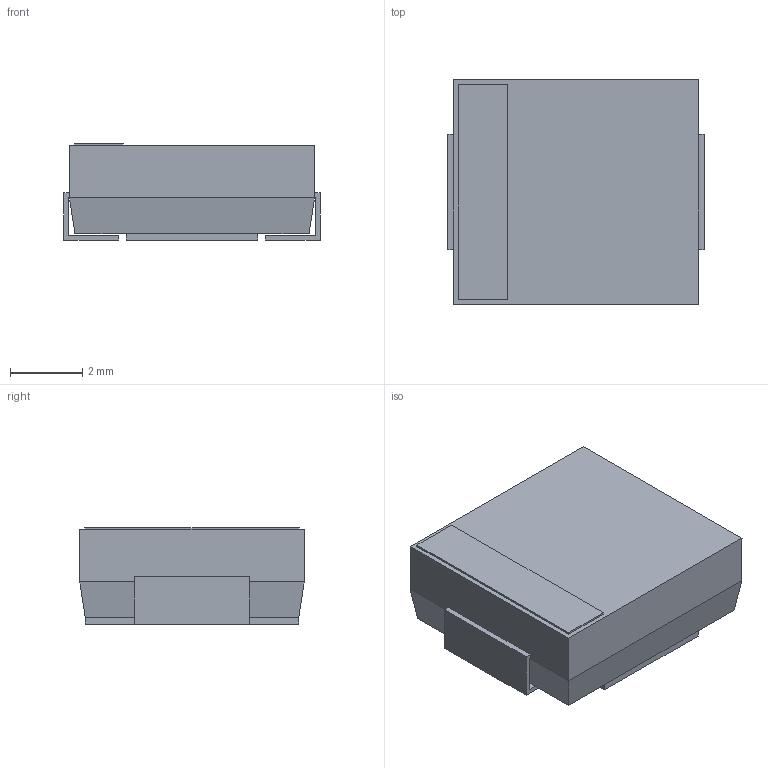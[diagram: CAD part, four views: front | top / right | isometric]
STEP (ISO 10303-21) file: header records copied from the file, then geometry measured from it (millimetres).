
FILE_DESCRIPTION (( 'STEP AP214' ), '1' );
FILE_NAME ('VS-3ECH01HM39AT.STEP', '2022-12-03T21:59:10', ( '' ), ( '' ), 'SwSTEP 2.0', 'SolidWorks 2022', '' );
FILE_SCHEMA (( 'AUTOMOTIVE_DESIGN' ));
Length unit declared in the file: inch
Products named in the file (5): VS-3ECH01HM39AT_3; VS-3ECH01HM39AT; VS-3ECH01HM39AT_2; VS-3ECH01HM39AT_4
Assembly tree (4 placements, depth 2):
  VS-3ECH01HM39AT
    VS-3ECH01HM39AT
    VS-3ECH01HM39AT_2
    VS-3ECH01HM39AT_3
    VS-3ECH01HM39AT_4
Bounding box: 7.11 x 6.22 x 2.67 mm (x, y, z)
Volume: 107.6 mm3; surface area: 202.2 mm2
Topology: 4 solids, 4 shells, 42 faces, 94 edges, 60 vertices
Faces by surface type: plane 42
Entity records: 1366 total; most frequent: CARTESIAN_POINT 227, ORIENTED_EDGE 188, DIRECTION 184, EDGE_CURVE 94, VECTOR 86, LINE 86, VERTEX_POINT 60, AXIS2_PLACEMENT_3D 49
